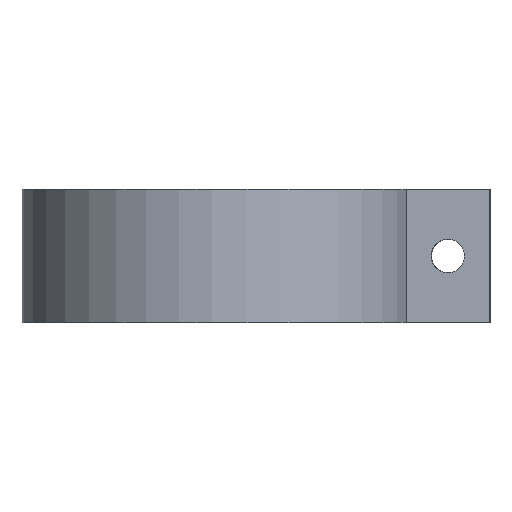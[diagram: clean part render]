
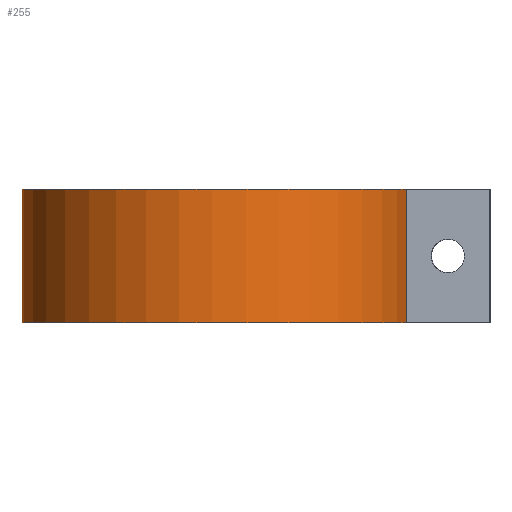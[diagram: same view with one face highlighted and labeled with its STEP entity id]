
A CAD part, left-side view. The second image highlights one B-rep face of the part: STEP entity #255.
In plain terms, the highlighted cylindrical face has radius 14.503 mm (diameter 29.005 mm), a partial arc.
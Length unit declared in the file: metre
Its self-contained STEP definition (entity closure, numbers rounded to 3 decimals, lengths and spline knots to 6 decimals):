
#15=CYLINDRICAL_SURFACE('',#291,0.014503);
#33=LINE('',#426,#55);
#34=LINE('',#432,#56);
#55=VECTOR('',#348,1.);
#56=VECTOR('',#355,1.);
#93=ORIENTED_EDGE('',*,*,#155,.T.);
#94=ORIENTED_EDGE('',*,*,#156,.F.);
#95=ORIENTED_EDGE('',*,*,#157,.F.);
#96=ORIENTED_EDGE('',*,*,#153,.T.);
#153=EDGE_CURVE('',#182,#181,#33,.T.);
#155=EDGE_CURVE('',#181,#183,#197,.T.);
#156=EDGE_CURVE('',#184,#183,#34,.T.);
#157=EDGE_CURVE('',#182,#184,#198,.T.);
#181=VERTEX_POINT('',#425);
#182=VERTEX_POINT('',#427);
#183=VERTEX_POINT('',#431);
#184=VERTEX_POINT('',#433);
#197=CIRCLE('',#292,0.014503);
#198=CIRCLE('',#293,0.014503);
#210=EDGE_LOOP('',(#93,#94,#95,#96));
#230=FACE_BOUND('',#210,.T.);
#255=ADVANCED_FACE('',(#230),#15,.T.);
#291=AXIS2_PLACEMENT_3D('',#429,#351,#352);
#292=AXIS2_PLACEMENT_3D('',#430,#353,#354);
#293=AXIS2_PLACEMENT_3D('',#434,#356,#357);
#348=DIRECTION('',(0.,0.,-1.));
#351=DIRECTION('',(0.,0.,-1.));
#352=DIRECTION('',(-1.,0.,0.));
#353=DIRECTION('',(0.,0.,1.));
#354=DIRECTION('',(1.,0.,0.));
#355=DIRECTION('',(0.,0.,-1.));
#356=DIRECTION('',(0.,0.,1.));
#357=DIRECTION('',(1.,0.,0.));
#425=CARTESIAN_POINT('',(0.,0.014501,0.));
#426=CARTESIAN_POINT('',(0.,0.014501,0.01));
#427=CARTESIAN_POINT('',(0.,0.014501,0.01));
#429=CARTESIAN_POINT('',(-0.000247,0.,0.01));
#430=CARTESIAN_POINT('',(-0.000247,0.,0.));
#431=CARTESIAN_POINT('',(-0.003054,-0.014228,0.));
#432=CARTESIAN_POINT('',(-0.003054,-0.014228,0.01));
#433=CARTESIAN_POINT('',(-0.003054,-0.014228,0.01));
#434=CARTESIAN_POINT('',(-0.000247,0.,0.01));
